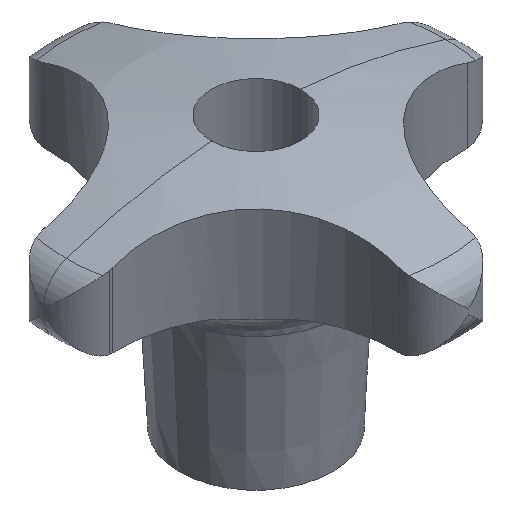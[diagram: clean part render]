
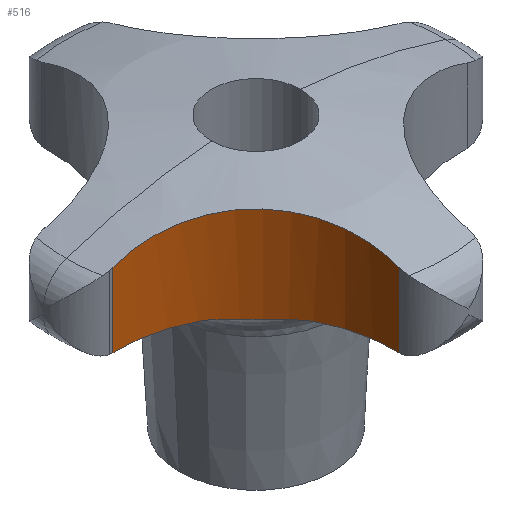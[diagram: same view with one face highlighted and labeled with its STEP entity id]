
A CAD part, isometric view. The second image highlights one B-rep face of the part: STEP entity #516.
In plain terms, the highlighted cylindrical face has radius 16 mm (diameter 32 mm), a partial arc.
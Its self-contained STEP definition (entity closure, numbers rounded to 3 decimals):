
#318=VERTEX_POINT('',#815);
#366=VERTEX_POINT('',#867);
#420=EDGE_CURVE('',#560,#440,#926,.T.);
#426=EDGE_CURVE('',#440,#474,#932,.T.);
#440=VERTEX_POINT('',#947);
#450=EDGE_CURVE('',#474,#494,#957,.T.);
#474=VERTEX_POINT('',#984);
#482=EDGE_CURVE('',#494,#678,#992,.T.);
#494=VERTEX_POINT('',#1005);
#500=EDGE_CURVE('',#560,#318,#1011,.T.);
#506=EDGE_CURVE('',#594,#366,#1017,.T.);
#516=ADVANCED_FACE('',(#1027),#1028,.F.);
#528=EDGE_CURVE('',#366,#318,#1041,.T.);
#560=VERTEX_POINT('',#1075);
#594=VERTEX_POINT('',#1113);
#596=EDGE_CURVE('',#678,#594,#1115,.T.);
#678=VERTEX_POINT('',#1208);
#815=CARTESIAN_POINT('',(-3.995,-20.795,28.72));
#867=CARTESIAN_POINT('',(-20.795,-3.995,28.72));
#926=B_SPLINE_CURVE_WITH_KNOTS('',3,(#1659,#1660,#1661,#1662),.UNSPECIFIED.,.F.,.F.,(4,4),(-6.619,-6.441),.UNSPECIFIED.);
#932=CIRCLE('',#1676,16.0);
#947=CARTESIAN_POINT('',(-3.987,-20.618,20.0));
#957=B_SPLINE_CURVE_WITH_KNOTS('',3,(#1721,#1722,#1723,#1724,#1725,#1726,#1727,#1728,#1729,#1730,#1731,#1732,#1733,#1734,#1735,#1736,#1737,#1738),.UNSPECIFIED.,.F.,.F.,(4,2,2,2,2,2,2,2,4),(-11.174,-10.365,-8.808,-7.544,-6.793,-6.136,-5.326,-3.814,-1.86),.UNSPECIFIED.);
#984=CARTESIAN_POINT('',(-5.786,-12.577,20.0));
#992=CIRCLE('',#1798,16.0);
#1005=CARTESIAN_POINT('',(-12.577,-5.786,20.0));
#1011=LINE('',#1833,#1834);
#1017=LINE('',#1857,#1858);
#1027=FACE_OUTER_BOUND('',#1876,.T.);
#1028=CYLINDRICAL_SURFACE('',#1877,16.0);
#1041=B_SPLINE_CURVE_WITH_KNOTS('',3,(#1920,#1921,#1922,#1923,#1924,#1925,#1926,#1927,#1928,#1929,#1930,#1931,#1932,#1933,#1934,#1935,#1936,#1937,#1938,#1939),.UNSPECIFIED.,.F.,.F.,(4,2,2,2,2,2,2,2,2,4),(25.093,28.217,31.341,34.465,37.589,40.7,43.811,46.923,50.034,51.341),.UNSPECIFIED.);
#1075=CARTESIAN_POINT('',(-3.995,-20.795,20.004));
#1113=CARTESIAN_POINT('',(-20.795,-3.995,20.004));
#1115=B_SPLINE_CURVE_WITH_KNOTS('',3,(#2098,#2099,#2100,#2101),.UNSPECIFIED.,.F.,.F.,(4,4),(-0.586,-0.409),.UNSPECIFIED.);
#1208=CARTESIAN_POINT('',(-20.618,-3.987,20.0));
#1659=CARTESIAN_POINT('',(-3.995,-20.795,20.004));
#1660=CARTESIAN_POINT('',(-3.992,-20.736,20.001));
#1661=CARTESIAN_POINT('',(-3.989,-20.677,20.0));
#1662=CARTESIAN_POINT('',(-3.987,-20.618,20.0));
#1676=AXIS2_PLACEMENT_3D('',#2611,#2612,#2613);
#1721=CARTESIAN_POINT('',(-5.786,-12.577,20.0));
#1722=CARTESIAN_POINT('',(-5.917,-12.326,20.0));
#1723=CARTESIAN_POINT('',(-6.054,-12.079,19.989));
#1724=CARTESIAN_POINT('',(-6.474,-11.368,19.936));
#1725=CARTESIAN_POINT('',(-6.774,-10.914,19.875));
#1726=CARTESIAN_POINT('',(-7.36,-10.121,19.773));
#1727=CARTESIAN_POINT('',(-7.637,-9.775,19.73));
#1728=CARTESIAN_POINT('',(-8.107,-9.239,19.685));
#1729=CARTESIAN_POINT('',(-8.285,-9.044,19.674));
#1730=CARTESIAN_POINT('',(-8.632,-8.686,19.666));
#1731=CARTESIAN_POINT('',(-8.797,-8.523,19.667));
#1732=CARTESIAN_POINT('',(-9.174,-8.165,19.681));
#1733=CARTESIAN_POINT('',(-9.386,-7.975,19.696));
#1734=CARTESIAN_POINT('',(-10.01,-7.443,19.756));
#1735=CARTESIAN_POINT('',(-10.432,-7.119,19.814));
#1736=CARTESIAN_POINT('',(-11.422,-6.434,19.939));
#1737=CARTESIAN_POINT('',(-11.995,-6.09,20.0));
#1738=CARTESIAN_POINT('',(-12.577,-5.786,20.0));
#1798=AXIS2_PLACEMENT_3D('',#2680,#2681,#2682);
#1833=CARTESIAN_POINT('',(-3.995,-20.795,0.));
#1834=VECTOR('',#2698,1.0);
#1857=CARTESIAN_POINT('',(-20.795,-3.995,0.));
#1858=VECTOR('',#2700,1.0);
#1876=EDGE_LOOP('',(#2703,#2704,#2705,#2706,#2707,#2708,#2709,#2710));
#1877=AXIS2_PLACEMENT_3D('',#2711,#2712,#2713);
#1920=CARTESIAN_POINT('',(-20.795,-3.995,28.72));
#1921=CARTESIAN_POINT('',(-19.803,-3.944,29.033));
#1922=CARTESIAN_POINT('',(-18.763,-3.985,29.33));
#1923=CARTESIAN_POINT('',(-16.669,-4.283,29.86));
#1924=CARTESIAN_POINT('',(-15.616,-4.54,30.094));
#1925=CARTESIAN_POINT('',(-13.575,-5.269,30.478));
#1926=CARTESIAN_POINT('',(-12.585,-5.741,30.628));
#1927=CARTESIAN_POINT('',(-10.738,-6.864,30.839));
#1928=CARTESIAN_POINT('',(-9.881,-7.515,30.898));
#1929=CARTESIAN_POINT('',(-8.355,-8.925,30.932));
#1930=CARTESIAN_POINT('',(-7.639,-9.726,30.907));
#1931=CARTESIAN_POINT('',(-6.375,-11.474,30.767));
#1932=CARTESIAN_POINT('',(-5.826,-12.423,30.651));
#1933=CARTESIAN_POINT('',(-4.937,-14.4,30.333));
#1934=CARTESIAN_POINT('',(-4.596,-15.431,30.132));
#1935=CARTESIAN_POINT('',(-4.131,-17.498,29.661));
#1936=CARTESIAN_POINT('',(-4.007,-18.533,29.391));
#1937=CARTESIAN_POINT('',(-3.968,-19.948,28.982));
#1938=CARTESIAN_POINT('',(-3.973,-20.37,28.854));
#1939=CARTESIAN_POINT('',(-3.995,-20.795,28.72));
#2098=CARTESIAN_POINT('',(-20.618,-3.987,20.0));
#2099=CARTESIAN_POINT('',(-20.677,-3.989,20.0));
#2100=CARTESIAN_POINT('',(-20.736,-3.992,20.001));
#2101=CARTESIAN_POINT('',(-20.795,-3.995,20.004));
#2611=CARTESIAN_POINT('',(-19.974,-19.974,20.0));
#2612=DIRECTION('',(0.,0.,1.0));
#2613=DIRECTION('',(-0.051,0.999,0.));
#2680=CARTESIAN_POINT('',(-19.974,-19.974,20.0));
#2681=DIRECTION('',(0.,0.,1.0));
#2682=DIRECTION('',(-0.051,0.999,0.));
#2698=DIRECTION('',(0.0,0.,1.0));
#2700=DIRECTION('',(0.0,0.,1.0));
#2703=ORIENTED_EDGE('',*,*,#528,.F.);
#2704=ORIENTED_EDGE('',*,*,#506,.F.);
#2705=ORIENTED_EDGE('',*,*,#596,.F.);
#2706=ORIENTED_EDGE('',*,*,#482,.F.);
#2707=ORIENTED_EDGE('',*,*,#450,.F.);
#2708=ORIENTED_EDGE('',*,*,#426,.F.);
#2709=ORIENTED_EDGE('',*,*,#420,.F.);
#2710=ORIENTED_EDGE('',*,*,#500,.T.);
#2711=CARTESIAN_POINT('',(-19.974,-19.974,0.));
#2712=DIRECTION('',(-0.0,0.,-1.0));
#2713=DIRECTION('',(-0.051,0.999,0.));
